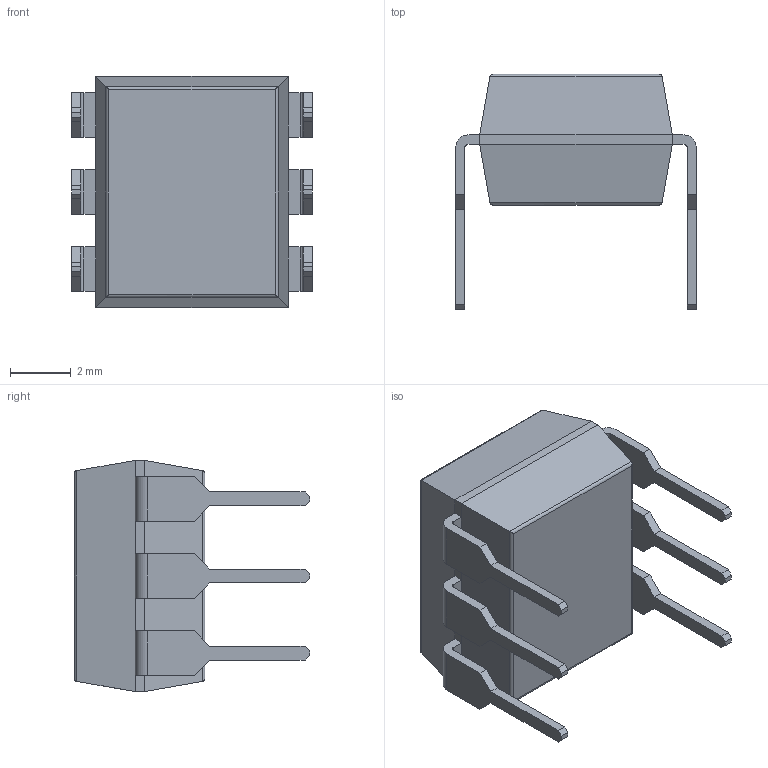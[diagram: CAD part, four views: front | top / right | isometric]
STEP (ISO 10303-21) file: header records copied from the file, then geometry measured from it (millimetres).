
FILE_DESCRIPTION (( 'STEP AP214' ), '1' );
FILE_NAME ('DIP6.step', '2011-03-01T20:02:49', ( 'iLLuSioN' ), ( 'Home' ), 'SwSTEP 2.0', 'SolidWorks 2009', '' );
FILE_SCHEMA (( 'AUTOMOTIVE_DESIGN' ));
Length unit declared in the file: millimetre
Products named in the file (1): DIP6
Bounding box: 7.92 x 7.75 x 7.62 mm (x, y, z)
Volume: 198.5 mm3; surface area: 278.2 mm2
Topology: 1 solids, 1 shells, 122 faces, 320 edges, 200 vertices
Faces by surface type: plane 99, cylinder 23
Entity records: 5043 total; most frequent: CARTESIAN_POINT 703, ORIENTED_EDGE 640, DIRECTION 582, EDGE_CURVE 320, VECTOR 280, LINE 280, VERTEX_POINT 200, AXIS2_PLACEMENT_3D 151
